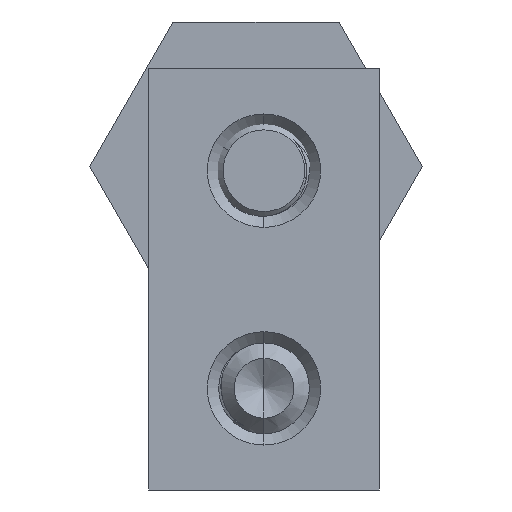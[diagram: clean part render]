
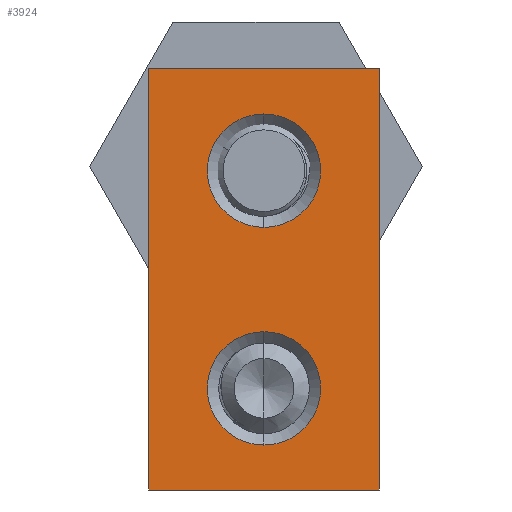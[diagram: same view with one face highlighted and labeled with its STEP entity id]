
A CAD part, front view. The second image highlights one B-rep face of the part: STEP entity #3924.
In plain terms, the highlighted planar face has unit normal (0, -1, 0).
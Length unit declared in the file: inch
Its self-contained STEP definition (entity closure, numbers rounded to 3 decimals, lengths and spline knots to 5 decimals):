
#199 = VERTEX_POINT ( 'NONE', #5639 ) ;
#334 = CARTESIAN_POINT ( 'NONE',  ( 0., 0., 0.11297 ) ) ;
#384 = CARTESIAN_POINT ( 'NONE',  ( 0., 0., 0.35903 ) ) ;
#632 = ORIENTED_EDGE ( 'NONE', *, *, #2322, .T. ) ;
#814 = AXIS2_PLACEMENT_3D ( 'NONE', #5027, #1292, #5655 ) ;
#919 = CARTESIAN_POINT ( 'NONE',  ( 0., 0., -0.11319 ) ) ;
#943 = PLANE ( 'NONE',  #3069 ) ;
#1020 = ORIENTED_EDGE ( 'NONE', *, *, #1702, .T. ) ;
#1189 = CARTESIAN_POINT ( 'NONE',  ( -0.25, 0., 0.45669 ) ) ;
#1229 = CIRCLE ( 'NONE', #814, 0.12303 ) ;
#1292 = DIRECTION ( 'NONE',  ( 0., 1., 0. ) ) ;
#1394 = VERTEX_POINT ( 'NONE', #1189 ) ;
#1502 = VERTEX_POINT ( 'NONE', #384 ) ;
#1577 = DIRECTION ( 'NONE',  ( 0., 1., 0. ) ) ;
#1633 = CARTESIAN_POINT ( 'NONE',  ( 0., 0., -0.35925 ) ) ;
#1654 = EDGE_CURVE ( 'NONE', #1394, #7673, #1934, .T. ) ;
#1702 = EDGE_CURVE ( 'NONE', #6557, #8046, #6497, .T. ) ;
#1750 = CARTESIAN_POINT ( 'NONE',  ( 0., 0., 0.236 ) ) ;
#1765 = VECTOR ( 'NONE', #2689, 39.37008 ) ;
#1783 = ORIENTED_EDGE ( 'NONE', *, *, #1654, .F. ) ;
#1934 = LINE ( 'NONE', #3751, #3615 ) ;
#1946 = LINE ( 'NONE', #5163, #1765 ) ;
#2030 = ORIENTED_EDGE ( 'NONE', *, *, #6179, .T. ) ;
#2322 = EDGE_CURVE ( 'NONE', #3002, #199, #2527, .T. ) ;
#2377 = DIRECTION ( 'NONE',  ( 0., 0., 1. ) ) ;
#2436 = FACE_BOUND ( 'NONE', #2573, .T. ) ;
#2527 = LINE ( 'NONE', #4744, #5819 ) ;
#2573 = EDGE_LOOP ( 'NONE', ( #5048, #1020 ) ) ;
#2579 = EDGE_CURVE ( 'NONE', #7673, #199, #2618, .T. ) ;
#2618 = LINE ( 'NONE', #4307, #4283 ) ;
#2689 = DIRECTION ( 'NONE',  ( 0., 0., -1. ) ) ;
#2963 = AXIS2_PLACEMENT_3D ( 'NONE', #7325, #3625, #4876 ) ;
#3002 = VERTEX_POINT ( 'NONE', #3869 ) ;
#3069 = AXIS2_PLACEMENT_3D ( 'NONE', #7738, #1577, #5933 ) ;
#3078 = DIRECTION ( 'NONE',  ( 0., 1., 0. ) ) ;
#3212 = EDGE_CURVE ( 'NONE', #8046, #6557, #7179, .T. ) ;
#3587 = AXIS2_PLACEMENT_3D ( 'NONE', #7414, #3078, #6791 ) ;
#3612 = AXIS2_PLACEMENT_3D ( 'NONE', #1750, #6103, #2377 ) ;
#3615 = VECTOR ( 'NONE', #4383, 39.37008 ) ;
#3625 = DIRECTION ( 'NONE',  ( 0., 1., 0. ) ) ;
#3683 = DIRECTION ( 'NONE',  ( 0., 0., -1. ) ) ;
#3718 = CARTESIAN_POINT ( 'NONE',  ( 0.25, 0., 0.45669 ) ) ;
#3751 = CARTESIAN_POINT ( 'NONE',  ( -0.25, 0., 0.45669 ) ) ;
#3868 = FACE_BOUND ( 'NONE', #7374, .T. ) ;
#3869 = CARTESIAN_POINT ( 'NONE',  ( -0.25, 0., -0.45669 ) ) ;
#3924 = ADVANCED_FACE ( 'NONE', ( #2436, #3868, #7381 ), #943, .F. ) ;
#4148 = DIRECTION ( 'NONE',  ( 1., 0., 0. ) ) ;
#4283 = VECTOR ( 'NONE', #3683, 39.37008 ) ;
#4307 = CARTESIAN_POINT ( 'NONE',  ( 0.25, 0., 0.45669 ) ) ;
#4383 = DIRECTION ( 'NONE',  ( 1., 0., 0. ) ) ;
#4744 = CARTESIAN_POINT ( 'NONE',  ( -0.25, 0., -0.45669 ) ) ;
#4765 = EDGE_LOOP ( 'NONE', ( #632, #7728, #1783, #6866 ) ) ;
#4876 = DIRECTION ( 'NONE',  ( 0., 0., 1. ) ) ;
#5027 = CARTESIAN_POINT ( 'NONE',  ( 0., 0., 0.236 ) ) ;
#5048 = ORIENTED_EDGE ( 'NONE', *, *, #3212, .T. ) ;
#5163 = CARTESIAN_POINT ( 'NONE',  ( -0.25, 0., 0.45669 ) ) ;
#5298 = VERTEX_POINT ( 'NONE', #334 ) ;
#5639 = CARTESIAN_POINT ( 'NONE',  ( 0.25, 0., -0.45669 ) ) ;
#5655 = DIRECTION ( 'NONE',  ( 0., 0., 1. ) ) ;
#5713 = EDGE_CURVE ( 'NONE', #5298, #1502, #1229, .T. ) ;
#5819 = VECTOR ( 'NONE', #4148, 39.37008 ) ;
#5933 = DIRECTION ( 'NONE',  ( 0., 0., 1. ) ) ;
#6103 = DIRECTION ( 'NONE',  ( 0., 1., 0. ) ) ;
#6179 = EDGE_CURVE ( 'NONE', #1502, #5298, #6285, .T. ) ;
#6285 = CIRCLE ( 'NONE', #3612, 0.12303 ) ;
#6497 = CIRCLE ( 'NONE', #3587, 0.12303 ) ;
#6557 = VERTEX_POINT ( 'NONE', #919 ) ;
#6791 = DIRECTION ( 'NONE',  ( 0., 0., 1. ) ) ;
#6866 = ORIENTED_EDGE ( 'NONE', *, *, #7833, .T. ) ;
#7179 = CIRCLE ( 'NONE', #2963, 0.12303 ) ;
#7325 = CARTESIAN_POINT ( 'NONE',  ( 0., 0., -0.23622 ) ) ;
#7374 = EDGE_LOOP ( 'NONE', ( #8032, #2030 ) ) ;
#7381 = FACE_OUTER_BOUND ( 'NONE', #4765, .T. ) ;
#7414 = CARTESIAN_POINT ( 'NONE',  ( 0., 0., -0.23622 ) ) ;
#7673 = VERTEX_POINT ( 'NONE', #3718 ) ;
#7728 = ORIENTED_EDGE ( 'NONE', *, *, #2579, .F. ) ;
#7738 = CARTESIAN_POINT ( 'NONE',  ( -0.25, 0., 0.45669 ) ) ;
#7833 = EDGE_CURVE ( 'NONE', #1394, #3002, #1946, .T. ) ;
#8032 = ORIENTED_EDGE ( 'NONE', *, *, #5713, .T. ) ;
#8046 = VERTEX_POINT ( 'NONE', #1633 ) ;
